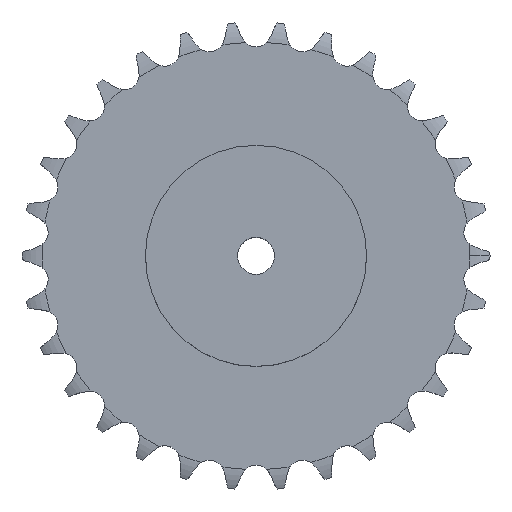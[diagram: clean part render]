
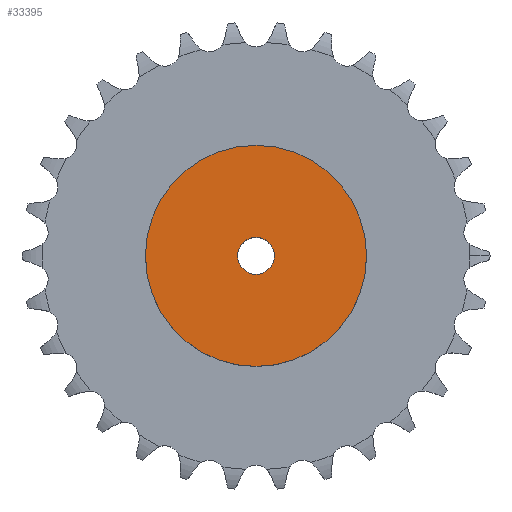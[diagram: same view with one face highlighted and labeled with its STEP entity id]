
A CAD part, top view. The second image highlights one B-rep face of the part: STEP entity #33395.
In plain terms, the highlighted planar face has unit normal (0, 0, 1).
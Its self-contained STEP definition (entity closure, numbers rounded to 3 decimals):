
#3936 = CYLINDRICAL_SURFACE('',#3937,60.);
#3937 = AXIS2_PLACEMENT_3D('',#3938,#3939,#3940);
#3938 = CARTESIAN_POINT('',(0.,0.,0.));
#3939 = DIRECTION('',(-0.,-0.,-1.));
#3940 = DIRECTION('',(1.,0.,0.));
#20992 = VERTEX_POINT('',#20993);
#20993 = CARTESIAN_POINT('',(60.,0.,50.));
#21014 = EDGE_CURVE('',#20992,#20992,#21015,.T.);
#21015 = SURFACE_CURVE('',#21016,(#21021,#21028),.PCURVE_S1.);
#21016 = CIRCLE('',#21017,60.);
#21017 = AXIS2_PLACEMENT_3D('',#21018,#21019,#21020);
#21018 = CARTESIAN_POINT('',(0.,0.,50.));
#21019 = DIRECTION('',(0.,0.,1.));
#21020 = DIRECTION('',(1.,0.,0.));
#21021 = PCURVE('',#3936,#21022);
#21022 = DEFINITIONAL_REPRESENTATION('',(#21023),#21027);
#21023 = LINE('',#21024,#21025);
#21024 = CARTESIAN_POINT('',(-0.,-50.));
#21025 = VECTOR('',#21026,1.);
#21026 = DIRECTION('',(-1.,0.));
#21027 = ( GEOMETRIC_REPRESENTATION_CONTEXT(2) 
PARAMETRIC_REPRESENTATION_CONTEXT() REPRESENTATION_CONTEXT('2D SPACE',''
  ) );
#21028 = PCURVE('',#21029,#21034);
#21029 = PLANE('',#21030);
#21030 = AXIS2_PLACEMENT_3D('',#21031,#21032,#21033);
#21031 = CARTESIAN_POINT('',(0.,0.,50.)
  );
#21032 = DIRECTION('',(0.,0.,1.));
#21033 = DIRECTION('',(1.,0.,0.));
#21034 = DEFINITIONAL_REPRESENTATION('',(#21035),#21039);
#21035 = CIRCLE('',#21036,60.);
#21036 = AXIS2_PLACEMENT_2D('',#21037,#21038);
#21037 = CARTESIAN_POINT('',(0.,0.));
#21038 = DIRECTION('',(1.,0.));
#21039 = ( GEOMETRIC_REPRESENTATION_CONTEXT(2) 
PARAMETRIC_REPRESENTATION_CONTEXT() REPRESENTATION_CONTEXT('2D SPACE',''
  ) );
#28456 = CYLINDRICAL_SURFACE('',#28457,10.);
#28457 = AXIS2_PLACEMENT_3D('',#28458,#28459,#28460);
#28458 = CARTESIAN_POINT('',(0.,0.,387.34));
#28459 = DIRECTION('',(0.,0.,1.));
#28460 = DIRECTION('',(1.,0.,0.));
#33395 = ADVANCED_FACE('',(#33396,#33399),#21029,.T.);
#33396 = FACE_BOUND('',#33397,.T.);
#33397 = EDGE_LOOP('',(#33398));
#33398 = ORIENTED_EDGE('',*,*,#21014,.T.);
#33399 = FACE_BOUND('',#33400,.T.);
#33400 = EDGE_LOOP('',(#33401));
#33401 = ORIENTED_EDGE('',*,*,#33402,.F.);
#33402 = EDGE_CURVE('',#33403,#33403,#33405,.T.);
#33403 = VERTEX_POINT('',#33404);
#33404 = CARTESIAN_POINT('',(10.,0.,50.));
#33405 = SURFACE_CURVE('',#33406,(#33411,#33418),.PCURVE_S1.);
#33406 = CIRCLE('',#33407,10.);
#33407 = AXIS2_PLACEMENT_3D('',#33408,#33409,#33410);
#33408 = CARTESIAN_POINT('',(0.,0.,50.));
#33409 = DIRECTION('',(0.,0.,1.));
#33410 = DIRECTION('',(1.,0.,0.));
#33411 = PCURVE('',#21029,#33412);
#33412 = DEFINITIONAL_REPRESENTATION('',(#33413),#33417);
#33413 = CIRCLE('',#33414,10.);
#33414 = AXIS2_PLACEMENT_2D('',#33415,#33416);
#33415 = CARTESIAN_POINT('',(0.,0.));
#33416 = DIRECTION('',(1.,0.));
#33417 = ( GEOMETRIC_REPRESENTATION_CONTEXT(2) 
PARAMETRIC_REPRESENTATION_CONTEXT() REPRESENTATION_CONTEXT('2D SPACE',''
  ) );
#33418 = PCURVE('',#28456,#33419);
#33419 = DEFINITIONAL_REPRESENTATION('',(#33420),#33424);
#33420 = LINE('',#33421,#33422);
#33421 = CARTESIAN_POINT('',(0.,-337.34));
#33422 = VECTOR('',#33423,1.);
#33423 = DIRECTION('',(1.,0.));
#33424 = ( GEOMETRIC_REPRESENTATION_CONTEXT(2) 
PARAMETRIC_REPRESENTATION_CONTEXT() REPRESENTATION_CONTEXT('2D SPACE',''
  ) );
